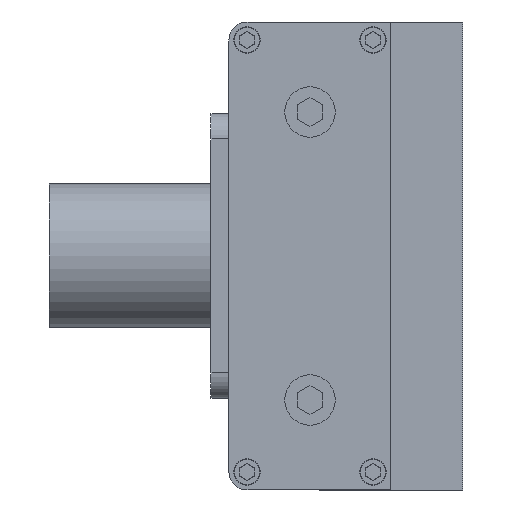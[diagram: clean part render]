
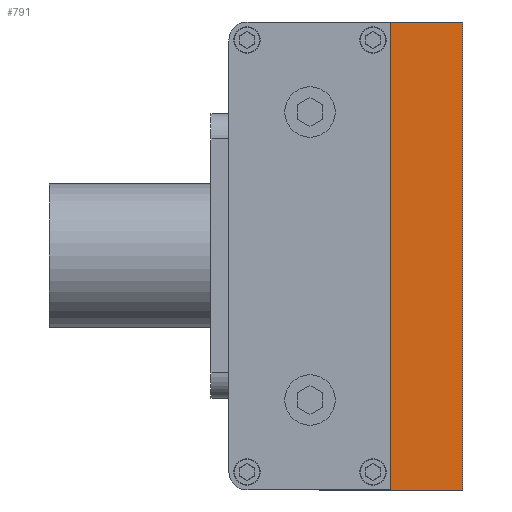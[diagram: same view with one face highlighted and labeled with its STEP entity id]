
A CAD part, left-side view. The second image highlights one B-rep face of the part: STEP entity #791.
In plain terms, the highlighted planar face has unit normal (-1, 0, 0).
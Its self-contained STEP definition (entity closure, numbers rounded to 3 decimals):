
#193 = CARTESIAN_POINT ( 'NONE',  ( -419., 0., 65. ) ) ;
#398 = EDGE_LOOP ( 'NONE', ( #8113, #2338, #1430, #4840 ) ) ;
#466 = LINE ( 'NONE', #4228, #2576 ) ;
#474 = VERTEX_POINT ( 'NONE', #779 ) ;
#779 = CARTESIAN_POINT ( 'NONE',  ( -419., -20., -65. ) ) ;
#791 = ADVANCED_FACE ( 'NONE', ( #4417 ), #4355, .F. ) ;
#1074 = VECTOR ( 'NONE', #6517, 1000. ) ;
#1182 = VERTEX_POINT ( 'NONE', #1675 ) ;
#1241 = CARTESIAN_POINT ( 'NONE',  ( -419., -20., 65. ) ) ;
#1284 = VECTOR ( 'NONE', #4896, 1000. ) ;
#1384 = VECTOR ( 'NONE', #2088, 1000. ) ;
#1430 = ORIENTED_EDGE ( 'NONE', *, *, #7334, .F. ) ;
#1675 = CARTESIAN_POINT ( 'NONE',  ( -419., 0., -65. ) ) ;
#1772 = VERTEX_POINT ( 'NONE', #193 ) ;
#2088 = DIRECTION ( 'NONE',  ( 0., 0., -1. ) ) ;
#2338 = ORIENTED_EDGE ( 'NONE', *, *, #4612, .F. ) ;
#2576 = VECTOR ( 'NONE', #3337, 1000. ) ;
#2766 = DIRECTION ( 'NONE',  ( 1., 0., 0. ) ) ;
#3337 = DIRECTION ( 'NONE',  ( 0., 0., -1. ) ) ;
#3411 = DIRECTION ( 'NONE',  ( 0., 0., -1. ) ) ;
#3589 = CARTESIAN_POINT ( 'NONE',  ( -419., -20., 65. ) ) ;
#4228 = CARTESIAN_POINT ( 'NONE',  ( -419., 0., 65. ) ) ;
#4321 = EDGE_CURVE ( 'NONE', #1772, #1182, #466, .T. ) ;
#4355 = PLANE ( 'NONE',  #8251 ) ;
#4417 = FACE_OUTER_BOUND ( 'NONE', #398, .T. ) ;
#4477 = LINE ( 'NONE', #6584, #1384 ) ;
#4612 = EDGE_CURVE ( 'NONE', #474, #1182, #6345, .T. ) ;
#4840 = ORIENTED_EDGE ( 'NONE', *, *, #10820, .T. ) ;
#4896 = DIRECTION ( 'NONE',  ( 0., 1., 0. ) ) ;
#5724 = LINE ( 'NONE', #1241, #1284 ) ;
#6131 = CARTESIAN_POINT ( 'NONE',  ( -419., -20., 65. ) ) ;
#6345 = LINE ( 'NONE', #8262, #1074 ) ;
#6423 = VERTEX_POINT ( 'NONE', #6131 ) ;
#6517 = DIRECTION ( 'NONE',  ( 0., 1., 0. ) ) ;
#6584 = CARTESIAN_POINT ( 'NONE',  ( -419., -20., 65. ) ) ;
#7334 = EDGE_CURVE ( 'NONE', #6423, #474, #4477, .T. ) ;
#8113 = ORIENTED_EDGE ( 'NONE', *, *, #4321, .T. ) ;
#8251 = AXIS2_PLACEMENT_3D ( 'NONE', #3589, #2766, #3411 ) ;
#8262 = CARTESIAN_POINT ( 'NONE',  ( -419., -20., -65. ) ) ;
#10820 = EDGE_CURVE ( 'NONE', #6423, #1772, #5724, .T. ) ;
